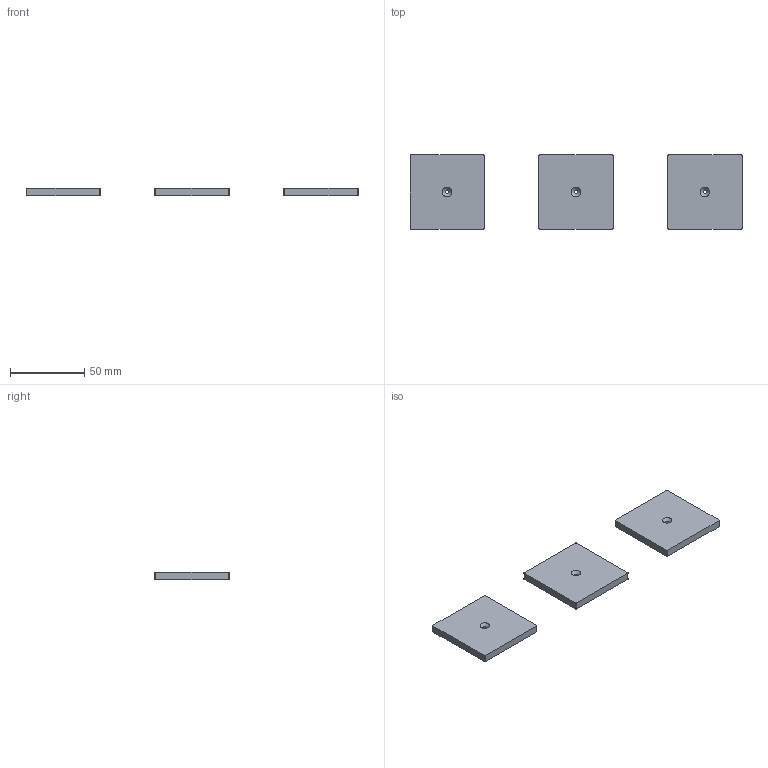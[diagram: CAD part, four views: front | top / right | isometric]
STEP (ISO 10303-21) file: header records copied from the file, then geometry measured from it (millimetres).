
FILE_DESCRIPTION(/* description */ (''),/* implementation_level */ '2;1');
FILE_NAME(/* name */ 'Weight.step',/* time_stamp */ '2021-04-21T22:53:30+03:00',/* author */ (''),/* organization */ (''),/* preprocessor_version */ 'ST-DEVELOPER v18.1',/* originating_system */ 'Autodesk Translation Framework v10.6.0.1341',/* authorisation */ '');
FILE_SCHEMA (('AUTOMOTIVE_DESIGN { 1 0 10303 214 3 1 1 }'));
Length unit declared in the file: millimetre
Products named in the file (1): FusionComponent
Bounding box: 223.93 x 50 x 5 mm (x, y, z)
Volume: 37355 mm3; surface area: 18062.5 mm2
Topology: 3 solids, 3 shells, 36 faces, 89 edges, 59 vertices
Faces by surface type: plane 18, cylinder 15, cone 3
Full cylindrical faces by diameter (mm): 2.529 x3
Entity records: 1186 total; most frequent: CARTESIAN_POINT 253, DIRECTION 190, ORIENTED_EDGE 178, EDGE_CURVE 89, AXIS2_PLACEMENT_3D 68, VERTEX_POINT 59, LINE 54, VECTOR 54
